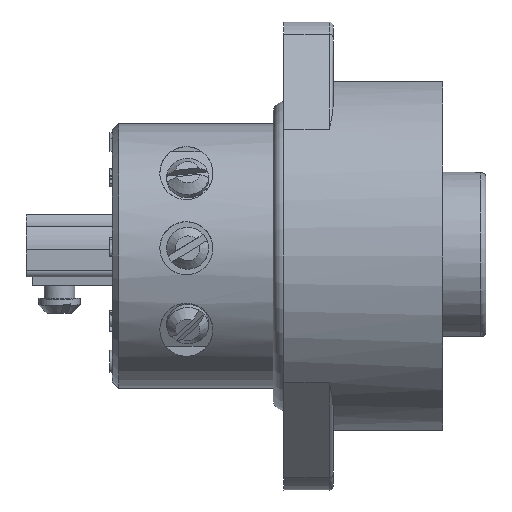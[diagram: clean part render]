
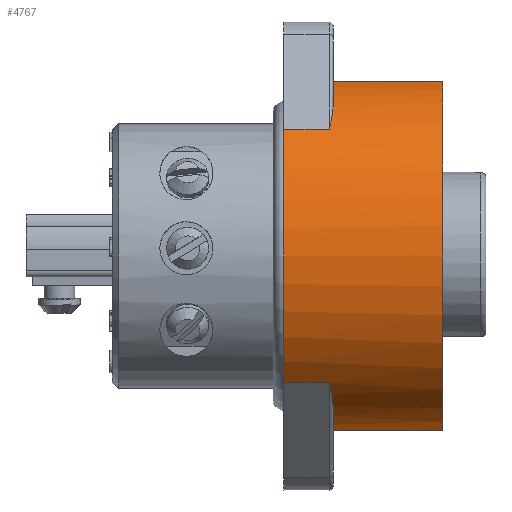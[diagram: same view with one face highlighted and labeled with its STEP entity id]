
A CAD part, front view. The second image highlights one B-rep face of the part: STEP entity #4767.
In plain terms, the highlighted cylindrical face has radius 14.5 mm (diameter 29 mm), a partial arc.
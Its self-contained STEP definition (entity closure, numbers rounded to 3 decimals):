
#105=FACE_OUTER_BOUND('',#1632,.T.);
#578=B_SPLINE_CURVE_WITH_KNOTS('',3,(#8715,#8716,#8717,#8718,#8719,#8720,
#8721,#8722,#8723,#8724),.UNSPECIFIED.,.F.,.F.,(4,3,3,4),(0.,0.202,
0.992,1.),.UNSPECIFIED.);
#579=B_SPLINE_CURVE_WITH_KNOTS('',3,(#8729,#8730,#8731,#8732,#8733,#8734,
#8735,#8736,#8737,#8738),.UNSPECIFIED.,.F.,.F.,(4,3,3,4),(0.,0.008,
0.798,1.),.UNSPECIFIED.);
#780=LINE('',#8711,#1144);
#781=LINE('',#8726,#1145);
#782=LINE('',#8727,#1146);
#783=LINE('',#8742,#1147);
#1144=VECTOR('',#6720,1.);
#1145=VECTOR('',#6723,1.);
#1146=VECTOR('',#6724,1.);
#1147=VECTOR('',#6727,1.);
#1483=CYLINDRICAL_SURFACE('',#5994,14.5);
#1632=EDGE_LOOP('',(#2236,#2237,#2238,#2239,#2240,#2241,#2242,#2243,#2244,
#2245));
#2236=ORIENTED_EDGE('',*,*,#3814,.F.);
#2237=ORIENTED_EDGE('',*,*,#3815,.T.);
#2238=ORIENTED_EDGE('',*,*,#3816,.F.);
#2239=ORIENTED_EDGE('',*,*,#3817,.T.);
#2240=ORIENTED_EDGE('',*,*,#3818,.T.);
#2241=ORIENTED_EDGE('',*,*,#3797,.T.);
#2242=ORIENTED_EDGE('',*,*,#3819,.F.);
#2243=ORIENTED_EDGE('',*,*,#3820,.T.);
#2244=ORIENTED_EDGE('',*,*,#3821,.F.);
#2245=ORIENTED_EDGE('',*,*,#3822,.T.);
#3797=EDGE_CURVE('',#5496,#5497,#4501,.T.);
#3814=EDGE_CURVE('',#5513,#5514,#4514,.T.);
#3815=EDGE_CURVE('',#5513,#5515,#780,.T.);
#3816=EDGE_CURVE('',#5516,#5515,#4515,.T.);
#3817=EDGE_CURVE('',#5516,#5517,#578,.T.);
#3818=EDGE_CURVE('',#5517,#5496,#781,.T.);
#3819=EDGE_CURVE('',#5518,#5497,#782,.T.);
#3820=EDGE_CURVE('',#5518,#5519,#579,.T.);
#3821=EDGE_CURVE('',#5520,#5519,#4516,.T.);
#3822=EDGE_CURVE('',#5520,#5514,#783,.T.);
#4501=CIRCLE('',#5975,14.5);
#4514=CIRCLE('',#5991,14.5);
#4515=CIRCLE('',#5992,14.5);
#4516=CIRCLE('',#5993,14.5);
#4767=ADVANCED_FACE('',(#105),#1483,.T.);
#5496=VERTEX_POINT('',#8672);
#5497=VERTEX_POINT('',#8673);
#5513=VERTEX_POINT('',#8709);
#5514=VERTEX_POINT('',#8710);
#5515=VERTEX_POINT('',#8712);
#5516=VERTEX_POINT('',#8714);
#5517=VERTEX_POINT('',#8725);
#5518=VERTEX_POINT('',#8728);
#5519=VERTEX_POINT('',#8739);
#5520=VERTEX_POINT('',#8741);
#5975=AXIS2_PLACEMENT_3D('',#8671,#6682,#6683);
#5991=AXIS2_PLACEMENT_3D('',#8708,#6718,#6719);
#5992=AXIS2_PLACEMENT_3D('',#8713,#6721,#6722);
#5993=AXIS2_PLACEMENT_3D('',#8740,#6725,#6726);
#5994=AXIS2_PLACEMENT_3D('',#8743,#6728,#6729);
#6682=DIRECTION('',(1.,0.,0.));
#6683=DIRECTION('',(0.,-1.,0.));
#6718=DIRECTION('',(1.,0.,0.));
#6719=DIRECTION('',(0.,0.71,0.705));
#6720=DIRECTION('',(-1.,0.,0.));
#6721=DIRECTION('',(-1.,0.,0.));
#6722=DIRECTION('',(0.,0.71,0.705));
#6723=DIRECTION('',(-1.,0.,0.));
#6724=DIRECTION('',(-1.,0.,0.));
#6725=DIRECTION('',(-1.,0.,0.));
#6726=DIRECTION('',(0.,0.71,0.705));
#6727=DIRECTION('',(1.,0.,0.));
#6728=DIRECTION('',(1.,0.,0.));
#6729=DIRECTION('',(0.,0.,-1.));
#8671=CARTESIAN_POINT('',(13.9,0.,0.));
#8672=CARTESIAN_POINT('',(13.9,-10.216,10.29));
#8673=CARTESIAN_POINT('',(13.9,-10.216,-10.29));
#8708=CARTESIAN_POINT('',(26.8,0.,0.));
#8709=CARTESIAN_POINT('',(26.8,-3.095,14.166));
#8710=CARTESIAN_POINT('',(26.8,-3.095,-14.166));
#8711=CARTESIAN_POINT('',(13.9,-3.095,14.166));
#8712=CARTESIAN_POINT('',(17.9,-3.095,14.166));
#8713=CARTESIAN_POINT('',(17.9,0.,0.));
#8714=CARTESIAN_POINT('',(17.9,-7.922,12.145));
#8715=CARTESIAN_POINT('',(17.9,-7.922,12.145));
#8716=CARTESIAN_POINT('',(17.9,-8.09,12.035));
#8717=CARTESIAN_POINT('',(17.892,-8.255,11.922));
#8718=CARTESIAN_POINT('',(17.879,-8.418,11.806));
#8719=CARTESIAN_POINT('',(17.83,-9.053,11.354));
#8720=CARTESIAN_POINT('',(17.715,-9.649,10.851));
#8721=CARTESIAN_POINT('',(17.603,-10.199,10.307));
#8722=CARTESIAN_POINT('',(17.602,-10.204,10.302));
#8723=CARTESIAN_POINT('',(17.601,-10.21,10.296));
#8724=CARTESIAN_POINT('',(17.6,-10.216,10.29));
#8725=CARTESIAN_POINT('',(17.6,-10.216,10.29));
#8726=CARTESIAN_POINT('',(13.9,-10.216,10.29));
#8727=CARTESIAN_POINT('',(13.9,-10.216,-10.29));
#8728=CARTESIAN_POINT('',(17.6,-10.216,-10.29));
#8729=CARTESIAN_POINT('',(17.6,-10.216,-10.29));
#8730=CARTESIAN_POINT('',(17.601,-10.21,-10.296));
#8731=CARTESIAN_POINT('',(17.602,-10.204,-10.302));
#8732=CARTESIAN_POINT('',(17.603,-10.199,-10.307));
#8733=CARTESIAN_POINT('',(17.715,-9.649,-10.851));
#8734=CARTESIAN_POINT('',(17.83,-9.053,-11.354));
#8735=CARTESIAN_POINT('',(17.879,-8.418,-11.806));
#8736=CARTESIAN_POINT('',(17.892,-8.255,-11.922));
#8737=CARTESIAN_POINT('',(17.9,-8.09,-12.035));
#8738=CARTESIAN_POINT('',(17.9,-7.922,-12.145));
#8739=CARTESIAN_POINT('',(17.9,-7.922,-12.145));
#8740=CARTESIAN_POINT('',(17.9,0.,0.));
#8741=CARTESIAN_POINT('',(17.9,-3.095,-14.166));
#8742=CARTESIAN_POINT('',(13.9,-3.095,-14.166));
#8743=CARTESIAN_POINT('',(13.9,0.,0.));
